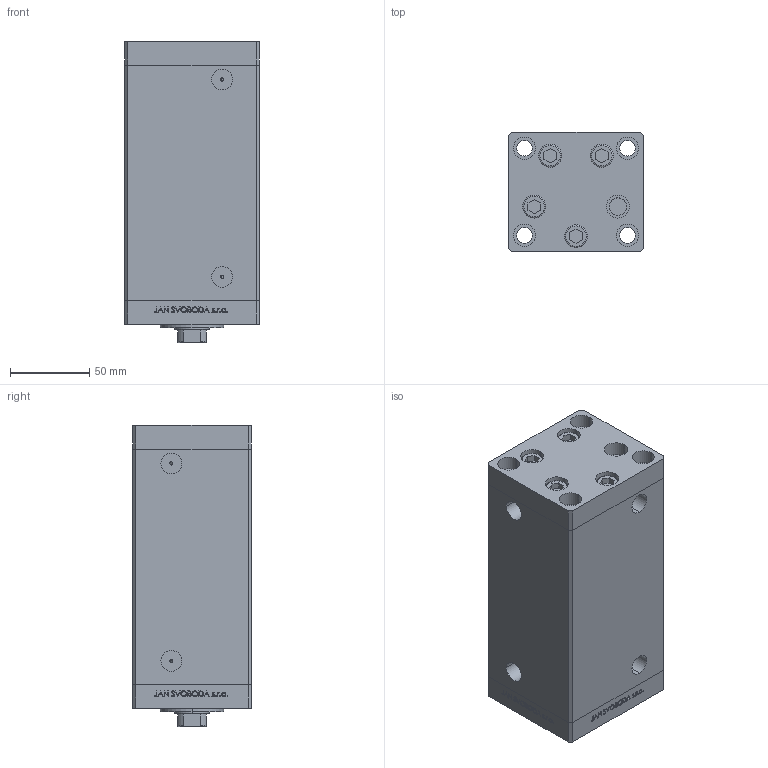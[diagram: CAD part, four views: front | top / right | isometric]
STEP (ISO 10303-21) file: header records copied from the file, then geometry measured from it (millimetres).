
FILE_DESCRIPTION (( 'STEP AP203' ), '1' );
FILE_NAME ('6f31.STEP', '2024-01-08T18:34:04', ( '' ), ( '' ), 'SwSTEP 2.0', 'SolidWorks 2019', '' );
FILE_SCHEMA (( 'CONFIG_CONTROL_DESIGN' ));
Length unit declared in the file: millimetre
Products named in the file (6): V220C_VC_C ad8e7e4100ed270d4c5d4140a93cc0af; V220C_C MIDDLE ad8e7e4100ed270d4c5d4140a93cc0af; 6f31; ALLEN BOLT ad8e7e4100ed270d4c5d4140a93cc0af; V220C FRONT ad8e7e4100ed270d4c5d4140a93cc0af; V220C BACK_C ad8e7e4100ed270d4c5d4140a93cc0af
Assembly tree (13 placements, depth 2):
  6f31
    ALLEN BOLT ad8e7e4100ed270d4c5d4140a93cc0af  x9
    V220C_C MIDDLE ad8e7e4100ed270d4c5d4140a93cc0af
    V220C FRONT ad8e7e4100ed270d4c5d4140a93cc0af
    V220C_VC_C ad8e7e4100ed270d4c5d4140a93cc0af
    V220C BACK_C ad8e7e4100ed270d4c5d4140a93cc0af
Bounding box: 85 x 75 x 190 mm (x, y, z)
Volume: 941731.5 mm3; surface area: 181774.1 mm2
Topology: 13 solids, 13 shells, 1181 faces, 2929 edges, 1923 vertices
Faces by surface type: plane 544, bspline 380, cylinder 175, cone 42, torus 40
Entity records: 49719 total; most frequent: CARTESIAN_POINT 26733, ORIENTED_EDGE 5118, DIRECTION 3375, EDGE_CURVE 2559, VERTEX_POINT 1699, LINE 1477, VECTOR 1477, EDGE_LOOP 1196
